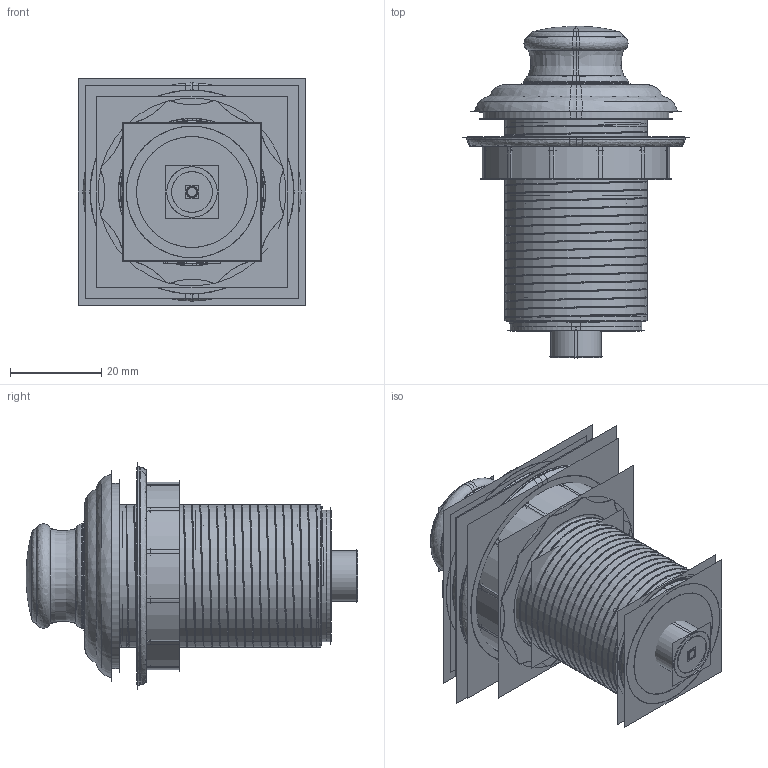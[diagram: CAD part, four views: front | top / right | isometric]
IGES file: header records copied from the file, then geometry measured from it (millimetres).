
Start section:  PTC IGES file: 20-157_asm.igs
Global section: file name: 20-157_asm.igs; native system: Creo Parametric by Parametric Technology Corporation; preprocessor: 2013150; author: rsmith; organization: Unknown; date: 20170120.124910; units: inch
Bounding box: 49.7 x 72.65 x 49.66 mm (x, y, z)
Surface area: 488703.6 mm2 (no closed solid volume)
Topology: 0 solids, 0 shells, 556 faces, 9118 edges, 12053 vertices
Faces by surface type: revolution 336, bspline 220
